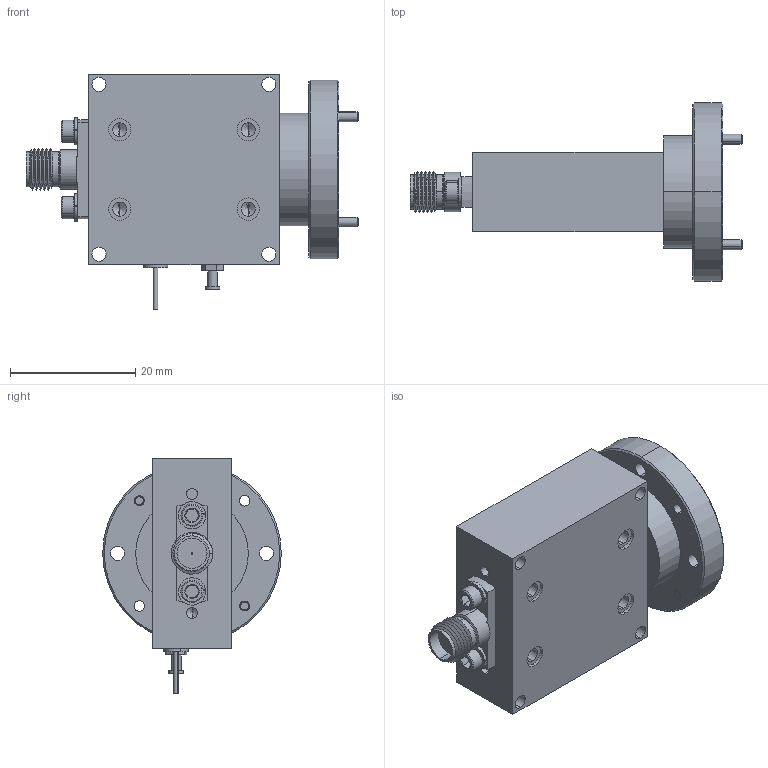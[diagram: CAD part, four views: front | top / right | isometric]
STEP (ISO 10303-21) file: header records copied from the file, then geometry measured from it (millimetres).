
FILE_DESCRIPTION (( 'STEP AP203' ), '1' );
FILE_NAME ('DEFEATURED SBL-3335033040-2F22-E1.STEP', '2020-11-16T17:40:29', ( '' ), ( '' ), 'SwSTEP 2.0', 'SolidWorks 2020', '' );
FILE_SCHEMA (( 'CONFIG_CONTROL_DESIGN' ));
Length unit declared in the file: millimetre
Products named in the file (1): DEFEATURED SBL-3335033040-2F22-E1
Bounding box: 53.11 x 28.57 x 37.72 mm (x, y, z)
Volume: 15444.5 mm3; surface area: 7701 mm2
Topology: 7 solids, 7 shells, 488 faces, 1177 edges, 731 vertices
Faces by surface type: cylinder 187, plane 183, cone 114, torus 2, bspline 2
Entity records: 15110 total; most frequent: CARTESIAN_POINT 3688, DIRECTION 2444, ORIENTED_EDGE 2302, EDGE_CURVE 1151, AXIS2_PLACEMENT_3D 962, VERTEX_POINT 731, EDGE_LOOP 570, VECTOR 520
